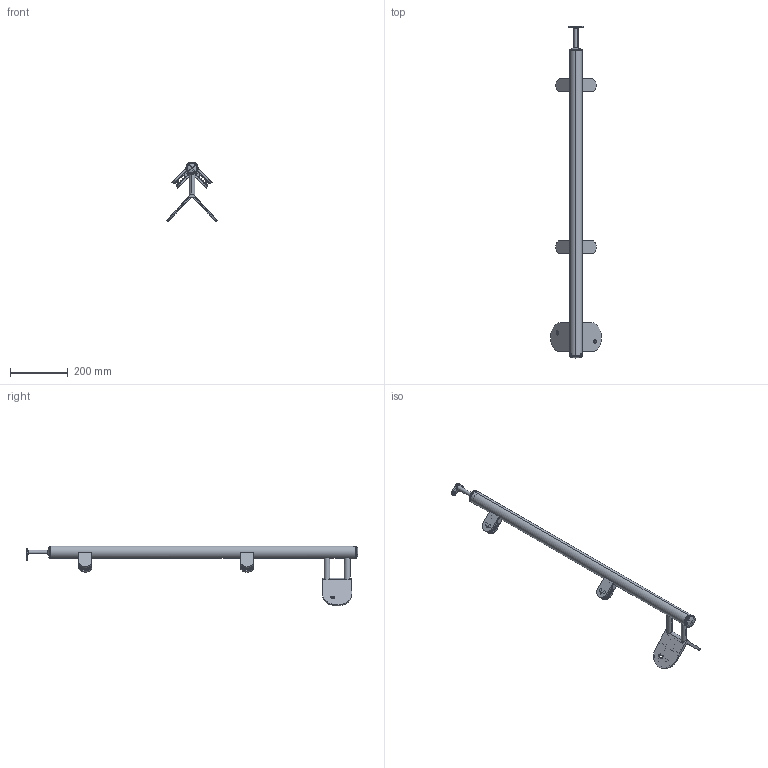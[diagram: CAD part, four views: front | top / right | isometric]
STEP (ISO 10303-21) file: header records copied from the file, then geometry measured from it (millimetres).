
FILE_DESCRIPTION (( 'STEP AP203' ), '1' );
FILE_NAME ('A-BR100-4G90-OUT.STEP', '2021-10-13T08:48:27', ( '' ), ( '' ), 'SwSTEP 2.0', 'SolidWorks 2019', '' );
FILE_SCHEMA (( 'CONFIG_CONTROL_DESIGN' ));
Length unit declared in the file: millimetre
Products named in the file (19): A14_024-OUT-B.P2; A14-024-OUT-B_skupina; A19-22-008; A-0710-842-UP; A-2200-042-tesnenie; screw_iso_10642-m6x15-8_8; A-2200-042 P2; A-5729-242; A14_024-OUT-B.P1; A14_024-OUT-B.P3; A-2200-042 P4; A-BR100-4G90-OUT-TUBE; A-2200-042 P1; Skrutka DIN 7991 ZINK._Skrutka M 8x 90; A-2200-042 P3; A-BR100-4G90-OUT
Assembly tree (46 placements, depth 3):
  A-BR100-4G90-OUT
    A-2200-042-tesnenie
      screw_iso_10642-m6x15-8_8  x2
      A-2200-042 P4
      A-2200-042 P3
      A-2200-042 P2
      A-2200-042 P1
      A19-22-008  x2
    A-2200-042-tesnenie
      screw_iso_10642-m6x15-8_8  x2
      A-2200-042 P4
      A-2200-042 P3
      A-2200-042 P2
      A-2200-042 P1
      A19-22-008  x2
    A-2200-042-tesnenie
      screw_iso_10642-m6x15-8_8  x2
      A-2200-042 P4
      A-2200-042 P3
      A-2200-042 P2
      A-2200-042 P1
      A19-22-008  x2
    A-2200-042-tesnenie
      screw_iso_10642-m6x15-8_8  x2
      A-2200-042 P4
      A-2200-042 P3
      A-2200-042 P2
      A-2200-042 P1
      A19-22-008  x2
    A14-024-OUT-B_skupina
      A14_024-OUT-B.P1
      Skrutka DIN 7991 ZINK._Skrutka M 8x 90  x2
      A14_024-OUT-B.P2  x2
      A14_024-OUT-B.P3
    A-BR100-4G90-OUT-TUBE
    A-0710-842-UP
    A-5729-242
Bounding box: 175.98 x 1145.79 x 206.76 mm (x, y, z)
Volume: 609522.4 mm3; surface area: 481229.2 mm2
Topology: 41 solids, 41 shells, 3375 faces, 8335 edges, 5055 vertices
Faces by surface type: cylinder 1348, plane 1122, torus 349, bspline 314, sphere 142, cone 100
Entity records: 55250 total; most frequent: CARTESIAN_POINT 17969, ORIENTED_EDGE 7616, DIRECTION 6900, EDGE_CURVE 3808, AXIS2_PLACEMENT_3D 2691, VERTEX_POINT 2326, EDGE_LOOP 1598, ADVANCED_FACE 1532
